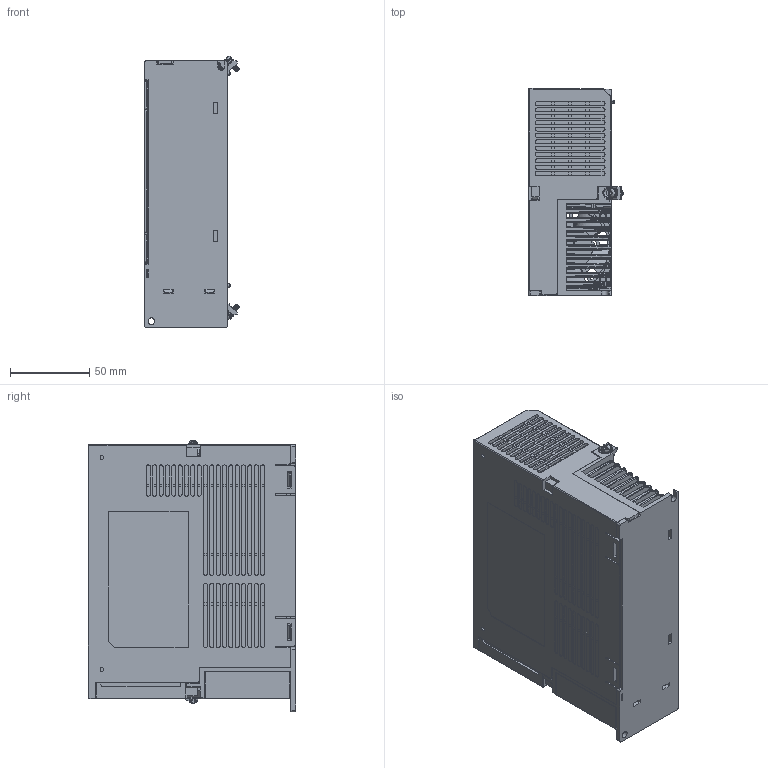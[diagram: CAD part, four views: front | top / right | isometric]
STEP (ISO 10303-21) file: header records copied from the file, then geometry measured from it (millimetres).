
FILE_DESCRIPTION((''),'2;1');
FILE_NAME('X3EA200YT_1','2021-09-15T',('kjl'),(''),'PRO/ENGINEER BY PARAMETRIC TECHNOLOGY CORPORATION, 2010280','PRO/ENGINEER BY PARAMETRIC TECHNOLOGY CORPORATION, 2010280','');
FILE_SCHEMA(('AUTOMOTIVE_DESIGN_CC2 { 1 2 10303 214 -1 1 5 2 }'));
Products named in the file (1): X3EA200YT_1
Bounding box: 59.47 x 130.5 x 170.75 mm (x, y, z)
Volume: 777035.1 mm3; surface area: 244367.1 mm2
Topology: 1 solids, 8 shells, 4134 faces, 11845 edges, 7714 vertices
Faces by surface type: plane 2460, cylinder 1164, cone 160, torus 147, bspline 147, sphere 56
Entity records: 153686 total; most frequent: CARTESIAN_POINT 42592, ORIENTED_EDGE 23514, DIRECTION 20690, EDGE_CURVE 11757, VECTOR 7882, LINE 7882, VERTEX_POINT 7714, AXIS2_PLACEMENT_3D 6404
